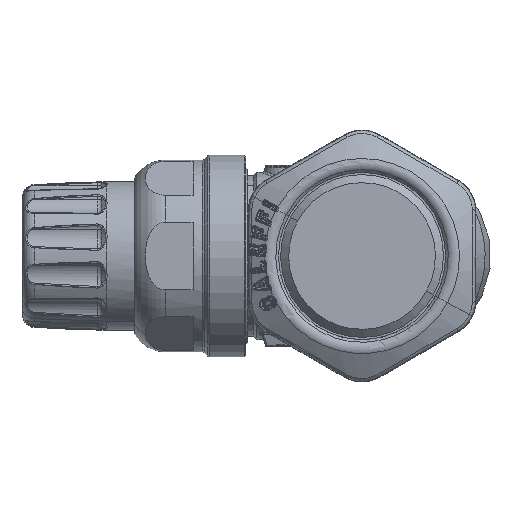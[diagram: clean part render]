
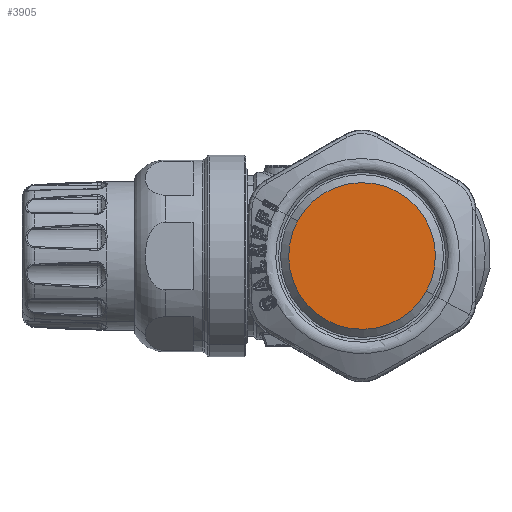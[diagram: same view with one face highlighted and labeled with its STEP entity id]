
A CAD part, left-side view. The second image highlights one B-rep face of the part: STEP entity #3905.
In plain terms, the highlighted planar face has unit normal (-1, 0, 0).
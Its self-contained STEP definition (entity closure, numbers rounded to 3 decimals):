
#3882=CARTESIAN_POINT('Axis2P3D Location',(-56.5,0.,0.)) ;
#3887=CARTESIAN_POINT('Axis2P3D Location',(-56.5,0.,0.)) ;
#3891=CARTESIAN_POINT('Vertex',(-56.5,10.399,5.681)) ;
#3893=CARTESIAN_POINT('Vertex',(-56.5,-10.399,-5.681)) ;
#3896=CARTESIAN_POINT('Axis2P3D Location',(-56.5,0.,0.)) ;
#3883=DIRECTION('Axis2P3D Direction',(1.,0.,0.)) ;
#3884=DIRECTION('Axis2P3D XDirection',(0.,0.,1.)) ;
#3888=DIRECTION('Axis2P3D Direction',(1.,0.,0.)) ;
#3897=DIRECTION('Axis2P3D Direction',(1.,0.,0.)) ;
#3885=AXIS2_PLACEMENT_3D('Plane Axis2P3D',#3882,#3883,#3884) ;
#3889=AXIS2_PLACEMENT_3D('Circle Axis2P3D',#3887,#3888,$) ;
#3898=AXIS2_PLACEMENT_3D('Circle Axis2P3D',#3896,#3897,$) ;
#3890=CIRCLE('generated circle',#3889,11.85) ;
#3899=CIRCLE('generated circle',#3898,11.85) ;
#3886=PLANE('',#3885) ;
#3895=EDGE_CURVE('',#3892,#3894,#3890,.T.) ;
#3900=EDGE_CURVE('',#3894,#3892,#3899,.T.) ;
#3902=ORIENTED_EDGE('',*,*,#3895,.F.) ;
#3903=ORIENTED_EDGE('',*,*,#3900,.F.) ;
#3901=EDGE_LOOP('',(#3902,#3903)) ;
#3892=VERTEX_POINT('',#3891) ;
#3894=VERTEX_POINT('',#3893) ;
#3905=ADVANCED_FACE('PartBody',(#3904),#3886,.F.) ;
#3904=FACE_OUTER_BOUND('',#3901,.T.) ;
